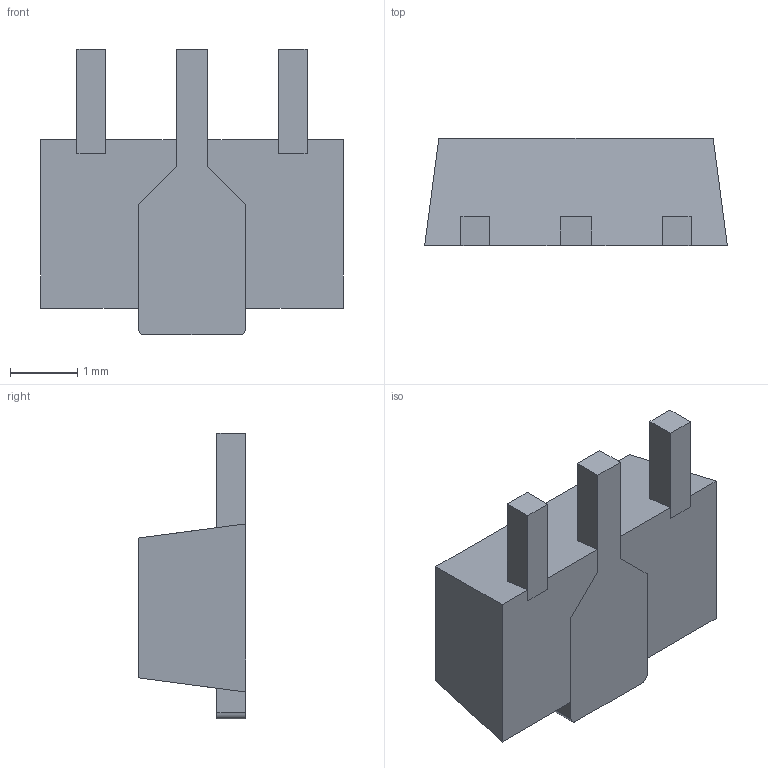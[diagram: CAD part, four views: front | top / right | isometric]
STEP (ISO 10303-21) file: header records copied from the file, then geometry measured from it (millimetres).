
FILE_DESCRIPTION (( 'STEP AP214' ), '1' );
FILE_NAME ('ME2108A33P.STEP', '2020-07-27T03:39:12', ( '' ), ( '' ), 'SwSTEP 2.0', 'SolidWorks 2017', '' );
FILE_SCHEMA (( 'AUTOMOTIVE_DESIGN' ));
Length unit declared in the file: millimetre
Products named in the file (1): ME2108A33P
Bounding box: 4.5 x 1.6 x 4.25 mm (x, y, z)
Volume: 16.7 mm3; surface area: 62.7 mm2
Topology: 4 solids, 4 shells, 49 faces, 120 edges, 80 vertices
Faces by surface type: plane 45, cylinder 4
Entity records: 1483 total; most frequent: CARTESIAN_POINT 250, ORIENTED_EDGE 240, DIRECTION 228, EDGE_CURVE 120, VECTOR 112, LINE 112, VERTEX_POINT 80, AXIS2_PLACEMENT_3D 58
